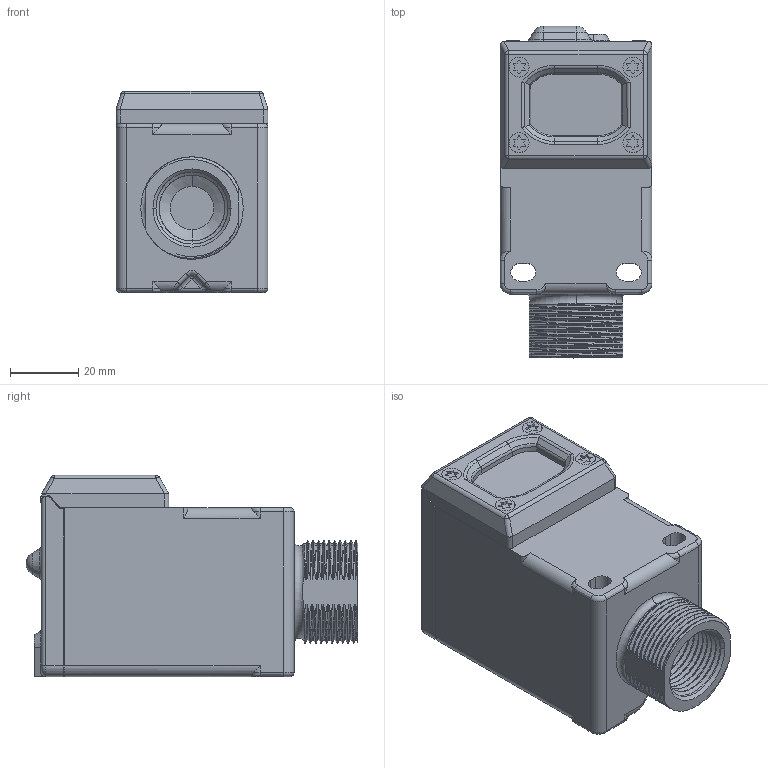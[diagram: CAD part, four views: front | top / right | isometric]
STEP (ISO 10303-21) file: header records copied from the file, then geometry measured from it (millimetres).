
FILE_DESCRIPTION((''),'2;1');
FILE_NAME('178140_ASM','2014-01-31T',('pdmadmin'),(''),'PRO/ENGINEER BY PARAMETRIC TECHNOLOGY CORPORATION, 2013230','PRO/ENGINEER BY PARAMETRIC TECHNOLOGY CORPORATION, 2013230','');
FILE_SCHEMA(('CONFIG_CONTROL_DESIGN'));
Products named in the file (9): 153156; 153158; 14840; 35813; 160408_ASM; 34975; 35482; FLAT_TORX; 178140_ASM
Assembly tree (11 placements, depth 3):
  178140_ASM
    153156
    160408_ASM
      153158
      14840
      35813
    34975
    35482
    FLAT_TORX  x4
Bounding box: 44.45 x 97.08 x 58.85 mm (x, y, z)
Volume: 74402.9 mm3; surface area: 50314.5 mm2
Topology: 10 solids, 10 shells, 976 faces, 2473 edges, 1525 vertices
Faces by surface type: plane 355, cylinder 340, bspline 122, torus 64, cone 58, sphere 37
Entity records: 43500 total; most frequent: CARTESIAN_POINT 22410, ORIENTED_EDGE 4534, DIRECTION 4103, EDGE_CURVE 2267, AXIS2_PLACEMENT_3D 1440, VERTEX_POINT 1399, VECTOR 1223, LINE 1223
